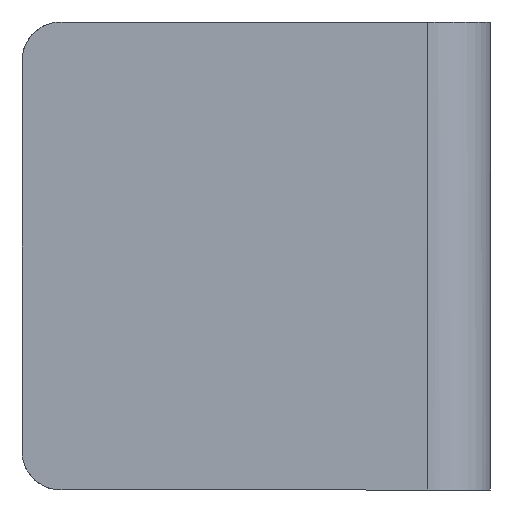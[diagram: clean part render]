
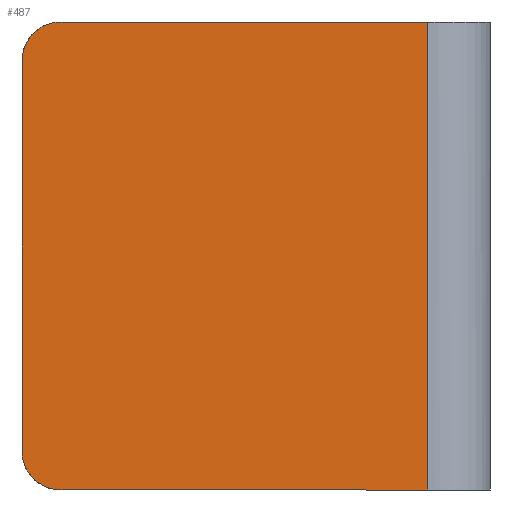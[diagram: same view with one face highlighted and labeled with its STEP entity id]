
A CAD part, left-side view. The second image highlights one B-rep face of the part: STEP entity #487.
In plain terms, the highlighted free-form (B-spline) face has degree [1, 1] with [2, 2] control points.
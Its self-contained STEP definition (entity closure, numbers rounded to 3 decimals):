
#3 = EDGE_LOOP ( 'NONE', ( #177, #501, #360, #327, #340, #233 ) ) ;
#4 = CARTESIAN_POINT ( 'NONE',  ( 5048.307, 500.356, 0. ) ) ;
#11 = B_SPLINE_CURVE_WITH_KNOTS ( 'NONE', 1,
 ( #272, #51 ),
 .UNSPECIFIED., .F., .F.,
 ( 2, 2 ),
 ( 0., 1. ),
 .UNSPECIFIED. ) ;
#20 = VERTEX_POINT ( 'NONE', #495 ) ;
#51 = CARTESIAN_POINT ( 'NONE',  ( 5048.307, 453.356, 60. ) ) ;
#53 = CARTESIAN_POINT ( 'NONE',  ( 5048.307, 505.356, 55. ) ) ;
#57 = CARTESIAN_POINT ( 'NONE',  ( 5048.307, 453.356, 0. ) ) ;
#80 = VERTEX_POINT ( 'NONE', #376 ) ;
#93 = EDGE_CURVE ( 'NONE', #20, #307, #357, .T. ) ;
#106 = CARTESIAN_POINT ( 'NONE',  ( 5048.307, 505.356, 60. ) ) ;
#107 = CARTESIAN_POINT ( 'NONE',  ( 5048.307, 505.356, 5. ) ) ;
#114 = B_SPLINE_CURVE_WITH_KNOTS ( 'NONE', 1,
 ( #350, #468 ),
 .UNSPECIFIED., .F., .F.,
 ( 2, 2 ),
 ( 0., 1. ),
 .UNSPECIFIED. ) ;
#123 = FACE_OUTER_BOUND ( 'NONE', #3, .T. ) ;
#134 = CARTESIAN_POINT ( 'NONE',  ( 5048.307, 505.356, 5. ) ) ;
#168 =( BOUNDED_CURVE ( )  B_SPLINE_CURVE ( 3, ( #175, #355, #313, #464 ),
 .UNSPECIFIED., .F., .T. ) 
 B_SPLINE_CURVE_WITH_KNOTS ( ( 4, 4 ),
 ( -1.571, 0. ),
 .UNSPECIFIED. ) 
 CURVE ( )  GEOMETRIC_REPRESENTATION_ITEM ( )  RATIONAL_B_SPLINE_CURVE ( ( 1., 0.805, 0.805, 1. ) ) 
 REPRESENTATION_ITEM ( '' )  );
#175 = CARTESIAN_POINT ( 'NONE',  ( 5048.307, 500.356, 0. ) ) ;
#177 = ORIENTED_EDGE ( 'NONE', *, *, #398, .F. ) ;
#179 = CARTESIAN_POINT ( 'NONE',  ( 5048.307, 500.356, 60. ) ) ;
#182 = EDGE_CURVE ( 'NONE', #214, #80, #484, .T. ) ;
#199 = CARTESIAN_POINT ( 'NONE',  ( 5048.307, 505.356, 0. ) ) ;
#205 = VERTEX_POINT ( 'NONE', #352 ) ;
#214 = VERTEX_POINT ( 'NONE', #107 ) ;
#216 = B_SPLINE_SURFACE_WITH_KNOTS ( 'NONE', 1, 1, ( 
 ( #384, #489 ),
 ( #199, #106 ) ),
 .UNSPECIFIED., .F., .F., .F.,
 ( 2, 2 ),
 ( 2, 2 ),
 ( 0., 1. ),
 ( 0., 1. ),
 .UNSPECIFIED. ) ;
#227 = CARTESIAN_POINT ( 'NONE',  ( 5048.307, 503.285, 60. ) ) ;
#233 = ORIENTED_EDGE ( 'NONE', *, *, #182, .F. ) ;
#234 = CARTESIAN_POINT ( 'NONE',  ( 5048.307, 505.356, 57.929 ) ) ;
#252 = CARTESIAN_POINT ( 'NONE',  ( 5048.307, 453.356, 60. ) ) ;
#272 = CARTESIAN_POINT ( 'NONE',  ( 5048.307, 500.356, 60. ) ) ;
#299 = VERTEX_POINT ( 'NONE', #4 ) ;
#307 = VERTEX_POINT ( 'NONE', #252 ) ;
#308 =( BOUNDED_CURVE ( )  B_SPLINE_CURVE ( 3, ( #434, #234, #227, #179 ),
 .UNSPECIFIED., .F., .F. ) 
 B_SPLINE_CURVE_WITH_KNOTS ( ( 4, 4 ),
 ( -1.571, 0. ),
 .UNSPECIFIED. ) 
 CURVE ( )  GEOMETRIC_REPRESENTATION_ITEM ( )  RATIONAL_B_SPLINE_CURVE ( ( 1., 0.805, 0.805, 1. ) ) 
 REPRESENTATION_ITEM ( '' )  );
#313 = CARTESIAN_POINT ( 'NONE',  ( 5048.307, 505.356, 2.071 ) ) ;
#327 = ORIENTED_EDGE ( 'NONE', *, *, #366, .F. ) ;
#340 = ORIENTED_EDGE ( 'NONE', *, *, #422, .F. ) ;
#350 = CARTESIAN_POINT ( 'NONE',  ( 5048.307, 453.356, 0. ) ) ;
#352 = CARTESIAN_POINT ( 'NONE',  ( 5048.307, 500.356, 60. ) ) ;
#355 = CARTESIAN_POINT ( 'NONE',  ( 5048.307, 503.285, 0. ) ) ;
#357 = B_SPLINE_CURVE_WITH_KNOTS ( 'NONE', 1,
 ( #57, #515 ),
 .UNSPECIFIED., .F., .F.,
 ( 2, 2 ),
 ( 0., 1. ),
 .UNSPECIFIED. ) ;
#360 = ORIENTED_EDGE ( 'NONE', *, *, #93, .T. ) ;
#366 = EDGE_CURVE ( 'NONE', #205, #307, #11, .T. ) ;
#376 = CARTESIAN_POINT ( 'NONE',  ( 5048.307, 505.356, 55. ) ) ;
#384 = CARTESIAN_POINT ( 'NONE',  ( 5048.307, 453.356, 0. ) ) ;
#392 = EDGE_CURVE ( 'NONE', #20, #299, #114, .T. ) ;
#398 = EDGE_CURVE ( 'NONE', #299, #214, #168, .T. ) ;
#422 = EDGE_CURVE ( 'NONE', #80, #205, #308, .T. ) ;
#434 = CARTESIAN_POINT ( 'NONE',  ( 5048.307, 505.356, 55. ) ) ;
#464 = CARTESIAN_POINT ( 'NONE',  ( 5048.307, 505.356, 5. ) ) ;
#468 = CARTESIAN_POINT ( 'NONE',  ( 5048.307, 500.356, 0. ) ) ;
#484 = B_SPLINE_CURVE_WITH_KNOTS ( 'NONE', 1,
 ( #134, #53 ),
 .UNSPECIFIED., .F., .F.,
 ( 2, 2 ),
 ( 0., 1. ),
 .UNSPECIFIED. ) ;
#487 = ADVANCED_FACE ( 'NONE', ( #123 ), #216, .F. ) ;
#489 = CARTESIAN_POINT ( 'NONE',  ( 5048.307, 453.356, 60. ) ) ;
#495 = CARTESIAN_POINT ( 'NONE',  ( 5048.307, 453.356, 0. ) ) ;
#501 = ORIENTED_EDGE ( 'NONE', *, *, #392, .F. ) ;
#515 = CARTESIAN_POINT ( 'NONE',  ( 5048.307, 453.356, 60. ) ) ;
